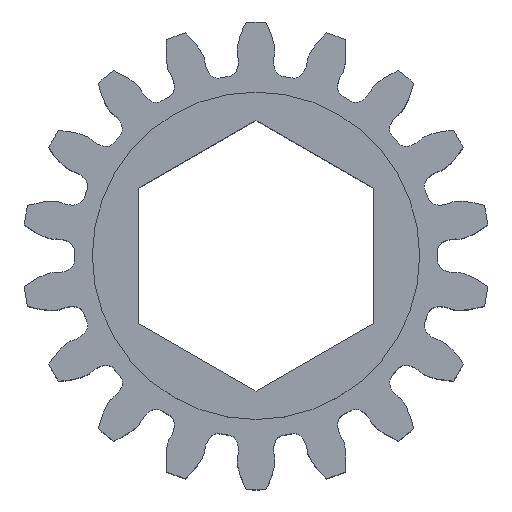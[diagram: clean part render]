
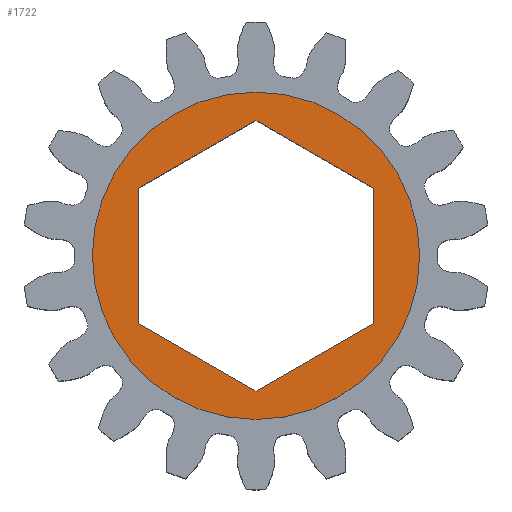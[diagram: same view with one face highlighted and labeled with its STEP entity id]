
A CAD part, top view. The second image highlights one B-rep face of the part: STEP entity #1722.
In plain terms, the highlighted planar face has unit normal (0, 0, 1).
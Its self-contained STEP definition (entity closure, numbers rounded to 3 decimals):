
#18 = EDGE_CURVE ( 'NONE', #6516, #4213, #3188, .T. ) ;
#92 = CARTESIAN_POINT ( 'NONE',  ( -6.363, -3.674, 6.3 ) ) ;
#138 = ORIENTED_EDGE ( 'NONE', *, *, #6491, .T. ) ;
#189 = LINE ( 'NONE', #5363, #442 ) ;
#192 = DIRECTION ( 'NONE',  ( 0., 0., -1. ) ) ;
#435 = VECTOR ( 'NONE', #3528, 1000. ) ;
#442 = VECTOR ( 'NONE', #1114, 1000. ) ;
#679 = AXIS2_PLACEMENT_3D ( 'NONE', #1201, #3348, #5926 ) ;
#718 = EDGE_LOOP ( 'NONE', ( #138, #5490, #6282, #2909, #904, #3411 ) ) ;
#904 = ORIENTED_EDGE ( 'NONE', *, *, #4589, .T. ) ;
#1019 = LINE ( 'NONE', #2249, #2837 ) ;
#1114 = DIRECTION ( 'NONE',  ( -0.866, 0.5, 0. ) ) ;
#1189 = CIRCLE ( 'NONE', #5040, 8.89 ) ;
#1201 = CARTESIAN_POINT ( 'NONE',  ( 0., 0., 6.3 ) ) ;
#1248 = CARTESIAN_POINT ( 'NONE',  ( -6.363, 3.674, 6.3 ) ) ;
#1347 = EDGE_CURVE ( 'NONE', #4178, #6516, #3689, .T. ) ;
#1722 = ADVANCED_FACE ( 'NONE', ( #2024, #4684 ), #2234, .F. ) ;
#1797 = ORIENTED_EDGE ( 'NONE', *, *, #3428, .F. ) ;
#1842 = VERTEX_POINT ( 'NONE', #4420 ) ;
#1852 = CARTESIAN_POINT ( 'NONE',  ( 6.363, -3.674, 6.3 ) ) ;
#2024 = FACE_BOUND ( 'NONE', #718, .T. ) ;
#2132 = EDGE_LOOP ( 'NONE', ( #4633, #1797 ) ) ;
#2234 = PLANE ( 'NONE',  #679 ) ;
#2249 = CARTESIAN_POINT ( 'NONE',  ( -6.363, -3.674, 6.3 ) ) ;
#2320 = CARTESIAN_POINT ( 'NONE',  ( 0., 0., 6.3 ) ) ;
#2323 = EDGE_CURVE ( 'NONE', #6785, #1842, #1189, .T. ) ;
#2340 = VERTEX_POINT ( 'NONE', #4968 ) ;
#2752 = CARTESIAN_POINT ( 'NONE',  ( -6.363, 3.674, 6.3 ) ) ;
#2837 = VECTOR ( 'NONE', #3310, 1000. ) ;
#2909 = ORIENTED_EDGE ( 'NONE', *, *, #6771, .T. ) ;
#3188 = LINE ( 'NONE', #3832, #6000 ) ;
#3247 = LINE ( 'NONE', #3998, #435 ) ;
#3310 = DIRECTION ( 'NONE',  ( 0., 1., 0. ) ) ;
#3348 = DIRECTION ( 'NONE',  ( 0., 0., -1. ) ) ;
#3411 = ORIENTED_EDGE ( 'NONE', *, *, #3924, .T. ) ;
#3428 = EDGE_CURVE ( 'NONE', #1842, #6785, #6161, .T. ) ;
#3528 = DIRECTION ( 'NONE',  ( 0., -1., 0. ) ) ;
#3689 = LINE ( 'NONE', #2752, #6423 ) ;
#3832 = CARTESIAN_POINT ( 'NONE',  ( 0., 7.347, 6.3 ) ) ;
#3912 = VERTEX_POINT ( 'NONE', #92 ) ;
#3924 = EDGE_CURVE ( 'NONE', #2340, #3912, #189, .T. ) ;
#3998 = CARTESIAN_POINT ( 'NONE',  ( 6.363, 3.674, 6.3 ) ) ;
#4178 = VERTEX_POINT ( 'NONE', #1248 ) ;
#4213 = VERTEX_POINT ( 'NONE', #5488 ) ;
#4365 = DIRECTION ( 'NONE',  ( 0.866, -0.5, 0. ) ) ;
#4395 = DIRECTION ( 'NONE',  ( 0.866, 0.5, 0. ) ) ;
#4420 = CARTESIAN_POINT ( 'NONE',  ( 0., 8.89, 6.3 ) ) ;
#4589 = EDGE_CURVE ( 'NONE', #6401, #2340, #4921, .T. ) ;
#4633 = ORIENTED_EDGE ( 'NONE', *, *, #2323, .F. ) ;
#4684 = FACE_OUTER_BOUND ( 'NONE', #2132, .T. ) ;
#4921 = LINE ( 'NONE', #1852, #4999 ) ;
#4968 = CARTESIAN_POINT ( 'NONE',  ( 0., -7.347, 6.3 ) ) ;
#4999 = VECTOR ( 'NONE', #6060, 1000. ) ;
#5031 = CARTESIAN_POINT ( 'NONE',  ( 6.363, -3.674, 6.3 ) ) ;
#5040 = AXIS2_PLACEMENT_3D ( 'NONE', #2320, #192, #5960 ) ;
#5058 = CARTESIAN_POINT ( 'NONE',  ( 0., -8.89, 6.3 ) ) ;
#5128 = CARTESIAN_POINT ( 'NONE',  ( 0., 0., 6.3 ) ) ;
#5269 = AXIS2_PLACEMENT_3D ( 'NONE', #5128, #6724, #5684 ) ;
#5363 = CARTESIAN_POINT ( 'NONE',  ( 0., -7.347, 6.3 ) ) ;
#5488 = CARTESIAN_POINT ( 'NONE',  ( 6.363, 3.674, 6.3 ) ) ;
#5490 = ORIENTED_EDGE ( 'NONE', *, *, #1347, .T. ) ;
#5684 = DIRECTION ( 'NONE',  ( 0., 1., 0. ) ) ;
#5926 = DIRECTION ( 'NONE',  ( 0., 1., 0. ) ) ;
#5960 = DIRECTION ( 'NONE',  ( 0., 1., 0. ) ) ;
#6000 = VECTOR ( 'NONE', #4365, 1000. ) ;
#6060 = DIRECTION ( 'NONE',  ( -0.866, -0.5, 0. ) ) ;
#6161 = CIRCLE ( 'NONE', #5269, 8.89 ) ;
#6282 = ORIENTED_EDGE ( 'NONE', *, *, #18, .T. ) ;
#6401 = VERTEX_POINT ( 'NONE', #5031 ) ;
#6405 = CARTESIAN_POINT ( 'NONE',  ( 0., 7.347, 6.3 ) ) ;
#6423 = VECTOR ( 'NONE', #4395, 1000. ) ;
#6491 = EDGE_CURVE ( 'NONE', #3912, #4178, #1019, .T. ) ;
#6516 = VERTEX_POINT ( 'NONE', #6405 ) ;
#6724 = DIRECTION ( 'NONE',  ( 0., 0., -1. ) ) ;
#6771 = EDGE_CURVE ( 'NONE', #4213, #6401, #3247, .T. ) ;
#6785 = VERTEX_POINT ( 'NONE', #5058 ) ;
